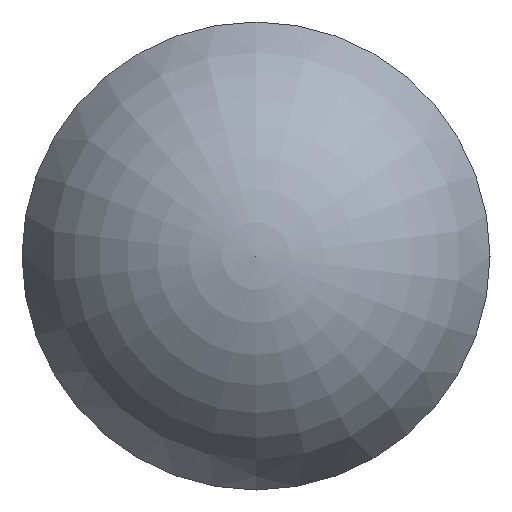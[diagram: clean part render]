
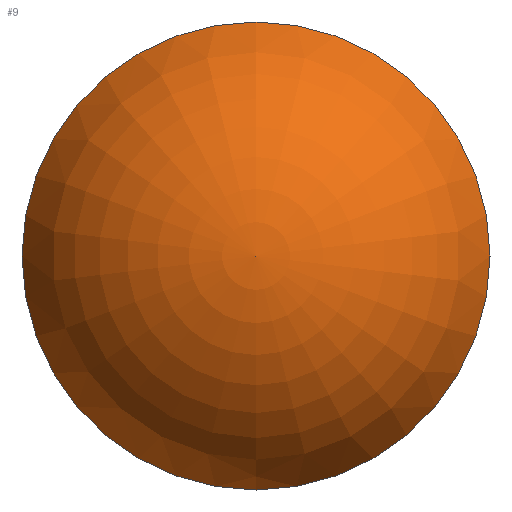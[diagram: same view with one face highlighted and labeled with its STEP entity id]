
A CAD part, left-side view. The second image highlights one B-rep face of the part: STEP entity #9.
In plain terms, the highlighted toroidal (fillet/blend) face has major radius 0.016 mm and minor radius 1.9 mm.
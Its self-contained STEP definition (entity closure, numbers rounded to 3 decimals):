
#5 = TOROIDAL_SURFACE ( 'NONE', #36, -0.016, 1.9 ) ;
#9 = ADVANCED_FACE ( 'NONE', ( #16 ), #5, .T. ) ;
#16 = FACE_OUTER_BOUND ( 'NONE', #18, .T. ) ;
#17 = CIRCLE ( 'NONE', #86, 1.75 ) ;
#18 = EDGE_LOOP ( 'NONE', ( #103 ) ) ;
#21 = CARTESIAN_POINT ( 'NONE',  ( -4.5, 0., 1.75 ) ) ;
#31 = DIRECTION ( 'NONE',  ( 0., 0., 1. ) ) ;
#36 = AXIS2_PLACEMENT_3D ( 'NONE', #116, #71, #51 ) ;
#45 = EDGE_CURVE ( 'NONE', #118, #118, #17, .T. ) ;
#51 = DIRECTION ( 'NONE',  ( 0., 0., 1. ) ) ;
#71 = DIRECTION ( 'NONE',  ( -1., 0., 0. ) ) ;
#86 = AXIS2_PLACEMENT_3D ( 'NONE', #97, #88, #31 ) ;
#88 = DIRECTION ( 'NONE',  ( -1., 0., 0. ) ) ;
#97 = CARTESIAN_POINT ( 'NONE',  ( -4.5, 0., 0. ) ) ;
#103 = ORIENTED_EDGE ( 'NONE', *, *, #45, .T. ) ;
#116 = CARTESIAN_POINT ( 'NONE',  ( -3.8, 0., 0. ) ) ;
#118 = VERTEX_POINT ( 'NONE', #21 ) ;
